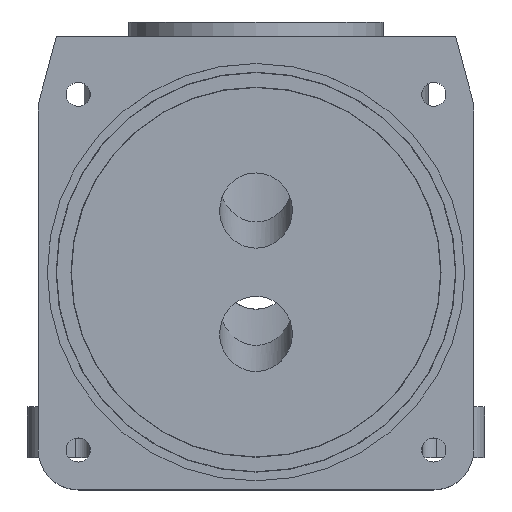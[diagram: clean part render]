
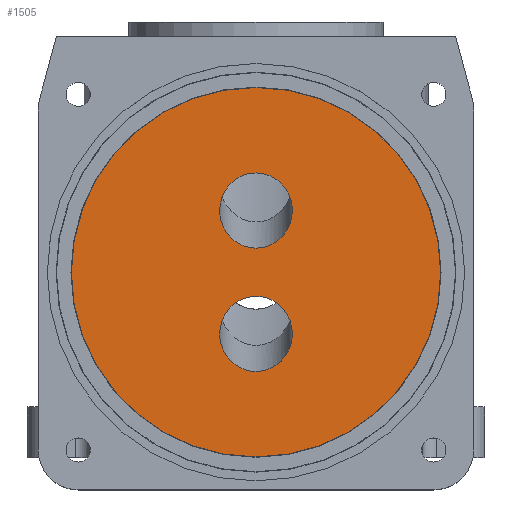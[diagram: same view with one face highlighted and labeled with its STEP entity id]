
A CAD part, top view. The second image highlights one B-rep face of the part: STEP entity #1505.
In plain terms, the highlighted planar face has unit normal (0, 0, 1).
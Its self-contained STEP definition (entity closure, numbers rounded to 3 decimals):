
#173=ELLIPSE('',#1619,10.353,10.);
#174=ELLIPSE('',#1625,10.353,10.);
#198=PLANE('',#1639);
#263=FACE_BOUND('',#455,.T.);
#264=FACE_BOUND('',#456,.T.);
#265=FACE_BOUND('',#457,.T.);
#455=EDGE_LOOP('',(#1113));
#456=EDGE_LOOP('',(#1114));
#457=EDGE_LOOP('',(#1115));
#590=CIRCLE('',#1638,50.895);
#703=VERTEX_POINT('',#2507);
#704=VERTEX_POINT('',#2514);
#710=VERTEX_POINT('',#2533);
#860=EDGE_CURVE('',#703,#703,#173,.T.);
#863=EDGE_CURVE('',#704,#704,#174,.T.);
#870=EDGE_CURVE('',#710,#710,#590,.T.);
#1113=ORIENTED_EDGE('',*,*,#860,.T.);
#1114=ORIENTED_EDGE('',*,*,#863,.T.);
#1115=ORIENTED_EDGE('',*,*,#870,.F.);
#1505=ADVANCED_FACE('',(#263,#264,#265),#198,.F.);
#1619=AXIS2_PLACEMENT_3D('',#2508,#1887,#1888);
#1625=AXIS2_PLACEMENT_3D('',#2515,#1899,#1900);
#1638=AXIS2_PLACEMENT_3D('',#2534,#1925,#1926);
#1639=AXIS2_PLACEMENT_3D('',#2535,#1927,#1928);
#1887=DIRECTION('center_axis',(0.,0.,-1.));
#1888=DIRECTION('ref_axis',(0.,1.,0.));
#1899=DIRECTION('center_axis',(0.,0.,-1.));
#1900=DIRECTION('ref_axis',(0.,1.,0.));
#1925=DIRECTION('center_axis',(0.,0.,-1.));
#1926=DIRECTION('ref_axis',(0.,-1.,0.));
#1927=DIRECTION('center_axis',(0.,0.,-1.));
#1928=DIRECTION('ref_axis',(-1.,0.,0.));
#2507=CARTESIAN_POINT('',(0.,6.647,-5.));
#2508=CARTESIAN_POINT('Origin',(0.,17.,-5.));
#2514=CARTESIAN_POINT('',(0.,-27.353,-5.));
#2515=CARTESIAN_POINT('Origin',(0.,-17.,-5.));
#2533=CARTESIAN_POINT('',(0.,-50.895,-5.));
#2534=CARTESIAN_POINT('Origin',(0.,0.,-5.));
#2535=CARTESIAN_POINT('Origin',(0.,-25.448,-5.));
